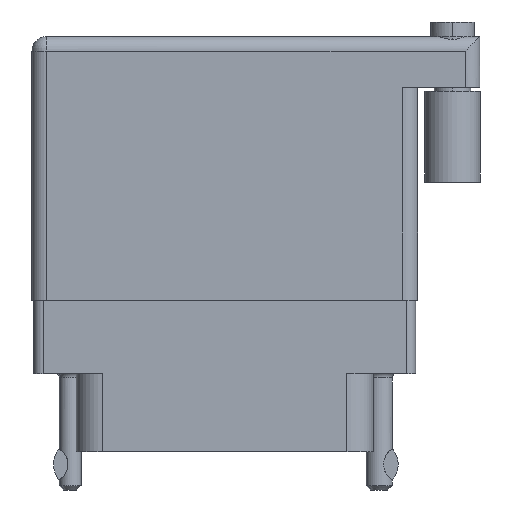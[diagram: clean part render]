
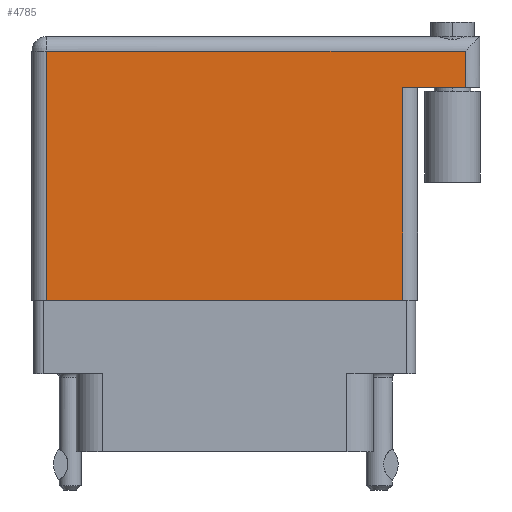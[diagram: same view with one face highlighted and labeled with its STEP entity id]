
A CAD part, front view. The second image highlights one B-rep face of the part: STEP entity #4785.
In plain terms, the highlighted face is planar.
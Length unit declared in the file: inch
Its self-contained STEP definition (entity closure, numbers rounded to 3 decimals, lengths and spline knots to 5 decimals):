
#2101 = VECTOR ( 'NONE', #27765, 39.37008 ) ;
#2159 = CARTESIAN_POINT ( 'NONE',  ( 0., 0., 0. ) ) ;
#2337 = VERTEX_POINT ( 'NONE', #12015 ) ;
#2758 = DIRECTION ( 'NONE',  ( 0., -1., 0. ) ) ;
#3293 = DIRECTION ( 'NONE',  ( -1., 0., 0. ) ) ;
#4062 = CARTESIAN_POINT ( 'NONE',  ( 0., 0.906, 0. ) ) ;
#4785 = ADVANCED_FACE ( 'NONE', ( #30622 ), #18834, .F. ) ;
#5861 = CARTESIAN_POINT ( 'NONE',  ( 1.489, 0.906, 0. ) ) ;
#5890 = VECTOR ( 'NONE', #2758, 39.37008 ) ;
#5900 = CARTESIAN_POINT ( 'NONE',  ( 0.05, 0., 0. ) ) ;
#6771 = LINE ( 'NONE', #22020, #5890 ) ;
#7673 = ORIENTED_EDGE ( 'NONE', *, *, #31569, .T. ) ;
#8078 = EDGE_CURVE ( 'NONE', #32002, #2337, #34730, .T. ) ;
#10957 = EDGE_CURVE ( 'NONE', #30999, #34534, #20230, .T. ) ;
#11286 = CARTESIAN_POINT ( 'NONE',  ( 1.489, 0.856, 0. ) ) ;
#11485 = EDGE_LOOP ( 'NONE', ( #15850, #13458, #26907, #31899, #15211, #7673 ) ) ;
#11975 = CARTESIAN_POINT ( 'NONE',  ( 1.275, 0., 0. ) ) ;
#12015 = CARTESIAN_POINT ( 'NONE',  ( 0.05, 0.856, 0. ) ) ;
#13358 = LINE ( 'NONE', #5861, #2101 ) ;
#13458 = ORIENTED_EDGE ( 'NONE', *, *, #21671, .T. ) ;
#13688 = LINE ( 'NONE', #2159, #24512 ) ;
#15211 = ORIENTED_EDGE ( 'NONE', *, *, #8078, .T. ) ;
#15218 = DIRECTION ( 'NONE',  ( -1., 0., 0. ) ) ;
#15392 = CARTESIAN_POINT ( 'NONE',  ( 0., 0.856, 0. ) ) ;
#15850 = ORIENTED_EDGE ( 'NONE', *, *, #31909, .T. ) ;
#16760 = CARTESIAN_POINT ( 'NONE',  ( 1.275, 0.731, 0. ) ) ;
#17063 = VERTEX_POINT ( 'NONE', #11975 ) ;
#17805 = DIRECTION ( 'NONE',  ( 0., 1., 0. ) ) ;
#18088 = EDGE_CURVE ( 'NONE', #30999, #32002, #13358, .T. ) ;
#18197 = DIRECTION ( 'NONE',  ( -1., 0., 0. ) ) ;
#18834 = PLANE ( 'NONE',  #32281 ) ;
#19374 = VECTOR ( 'NONE', #3293, 39.37008 ) ;
#20230 = LINE ( 'NONE', #20358, #19374 ) ;
#20342 = CARTESIAN_POINT ( 'NONE',  ( 1.275, 0.731, 0. ) ) ;
#20358 = CARTESIAN_POINT ( 'NONE',  ( 1.539, 0.731, 0. ) ) ;
#20494 = LINE ( 'NONE', #20342, #27854 ) ;
#21517 = DIRECTION ( 'NONE',  ( 1., 0., 0. ) ) ;
#21671 = EDGE_CURVE ( 'NONE', #17063, #34534, #20494, .T. ) ;
#22020 = CARTESIAN_POINT ( 'NONE',  ( 0.05, 0., 0. ) ) ;
#24512 = VECTOR ( 'NONE', #21517, 39.37008 ) ;
#26003 = CARTESIAN_POINT ( 'NONE',  ( 1.489, 0.731, 0. ) ) ;
#26022 = VERTEX_POINT ( 'NONE', #5900 ) ;
#26907 = ORIENTED_EDGE ( 'NONE', *, *, #10957, .F. ) ;
#27765 = DIRECTION ( 'NONE',  ( 0., 1., 0. ) ) ;
#27854 = VECTOR ( 'NONE', #17805, 39.37008 ) ;
#28633 = VECTOR ( 'NONE', #18197, 39.37008 ) ;
#30622 = FACE_OUTER_BOUND ( 'NONE', #11485, .T. ) ;
#30999 = VERTEX_POINT ( 'NONE', #26003 ) ;
#31569 = EDGE_CURVE ( 'NONE', #2337, #26022, #6771, .T. ) ;
#31812 = DIRECTION ( 'NONE',  ( 0., 0., -1. ) ) ;
#31899 = ORIENTED_EDGE ( 'NONE', *, *, #18088, .T. ) ;
#31909 = EDGE_CURVE ( 'NONE', #26022, #17063, #13688, .T. ) ;
#32002 = VERTEX_POINT ( 'NONE', #11286 ) ;
#32281 = AXIS2_PLACEMENT_3D ( 'NONE', #4062, #31812, #15218 ) ;
#34534 = VERTEX_POINT ( 'NONE', #16760 ) ;
#34730 = LINE ( 'NONE', #15392, #28633 ) ;
